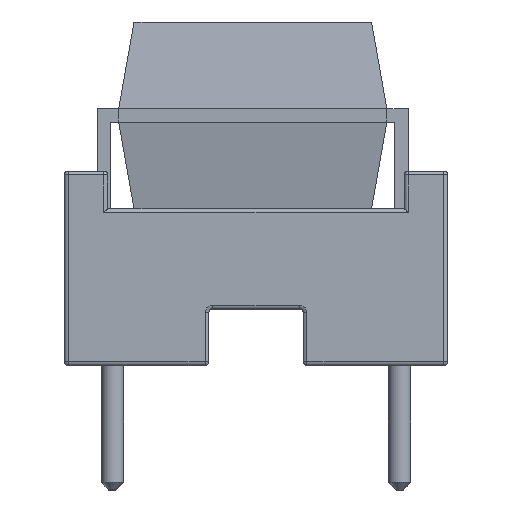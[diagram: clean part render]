
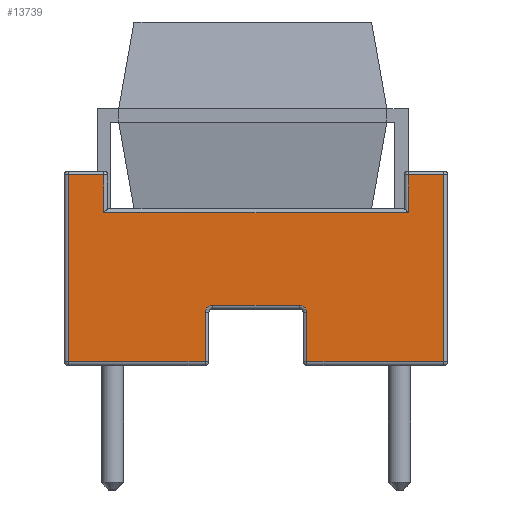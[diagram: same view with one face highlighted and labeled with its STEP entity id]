
A CAD part, front view. The second image highlights one B-rep face of the part: STEP entity #13739.
In plain terms, the highlighted face is planar.
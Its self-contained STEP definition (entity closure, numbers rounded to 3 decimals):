
#485=PLANE('',#14736);
#1194=FACE_OUTER_BOUND('',#1927,.T.);
#1927=EDGE_LOOP('',(#11350,#11351,#11352,#11353,#11354,#11355,#11356,#11357,
#11358,#11359,#11360,#11361,#11362,#11363));
#3262=LINE('',#21360,#4857);
#3264=LINE('',#21363,#4859);
#3266=LINE('',#21366,#4861);
#3267=LINE('',#21368,#4862);
#3270=LINE('',#21372,#4865);
#3272=LINE('',#21375,#4867);
#3274=LINE('',#21380,#4869);
#3276=LINE('',#21387,#4871);
#3278=LINE('',#21392,#4873);
#3280=LINE('',#21395,#4875);
#3281=LINE('',#21397,#4876);
#3283=LINE('',#21400,#4878);
#4857=VECTOR('',#17552,1000.);
#4859=VECTOR('',#17556,1000.);
#4861=VECTOR('',#17560,1000.);
#4862=VECTOR('',#17563,1000.);
#4865=VECTOR('',#17568,1000.);
#4867=VECTOR('',#17572,1000.);
#4869=VECTOR('',#17578,1000.);
#4871=VECTOR('',#17586,1000.);
#4873=VECTOR('',#17592,1000.);
#4875=VECTOR('',#17596,1000.);
#4876=VECTOR('',#17599,1000.);
#4878=VECTOR('',#17603,1000.);
#5584=CIRCLE('',#14726,0.2);
#5585=CIRCLE('',#14728,0.2);
#6514=VERTEX_POINT('',#21321);
#6515=VERTEX_POINT('',#21325);
#6516=VERTEX_POINT('',#21329);
#6517=VERTEX_POINT('',#21333);
#6518=VERTEX_POINT('',#21337);
#6519=VERTEX_POINT('',#21341);
#6520=VERTEX_POINT('',#21345);
#6521=VERTEX_POINT('',#21349);
#6523=VERTEX_POINT('',#21354);
#6525=VERTEX_POINT('',#21358);
#6526=VERTEX_POINT('',#21377);
#6527=VERTEX_POINT('',#21382);
#6528=VERTEX_POINT('',#21385);
#6529=VERTEX_POINT('',#21390);
#8146=EDGE_CURVE('',#6525,#6523,#3262,.T.);
#8148=EDGE_CURVE('',#6523,#6514,#3264,.T.);
#8150=EDGE_CURVE('',#6521,#6525,#3266,.T.);
#8151=EDGE_CURVE('',#6520,#6521,#3267,.T.);
#8154=EDGE_CURVE('',#6519,#6520,#3270,.T.);
#8156=EDGE_CURVE('',#6518,#6519,#3272,.T.);
#8159=EDGE_CURVE('',#6517,#6526,#3274,.T.);
#8163=EDGE_CURVE('',#6528,#6527,#3276,.T.);
#8166=EDGE_CURVE('',#6529,#6518,#3278,.T.);
#8168=EDGE_CURVE('',#6516,#6517,#3280,.T.);
#8169=EDGE_CURVE('',#6515,#6516,#3281,.T.);
#8171=EDGE_CURVE('',#6514,#6515,#3283,.T.);
#8173=EDGE_CURVE('',#6527,#6529,#5584,.T.);
#8174=EDGE_CURVE('',#6526,#6528,#5585,.T.);
#11350=ORIENTED_EDGE('',*,*,#8166,.F.);
#11351=ORIENTED_EDGE('',*,*,#8173,.F.);
#11352=ORIENTED_EDGE('',*,*,#8163,.F.);
#11353=ORIENTED_EDGE('',*,*,#8174,.F.);
#11354=ORIENTED_EDGE('',*,*,#8159,.F.);
#11355=ORIENTED_EDGE('',*,*,#8168,.F.);
#11356=ORIENTED_EDGE('',*,*,#8169,.F.);
#11357=ORIENTED_EDGE('',*,*,#8171,.F.);
#11358=ORIENTED_EDGE('',*,*,#8148,.F.);
#11359=ORIENTED_EDGE('',*,*,#8146,.F.);
#11360=ORIENTED_EDGE('',*,*,#8150,.F.);
#11361=ORIENTED_EDGE('',*,*,#8151,.F.);
#11362=ORIENTED_EDGE('',*,*,#8154,.F.);
#11363=ORIENTED_EDGE('',*,*,#8156,.F.);
#13739=ADVANCED_FACE('',(#1194),#485,.T.);
#14726=AXIS2_PLACEMENT_3D('',#21403,#17607,#17608);
#14728=AXIS2_PLACEMENT_3D('',#21405,#17611,#17612);
#14736=AXIS2_PLACEMENT_3D('',#21731,#17797,#17798);
#17552=DIRECTION('',(0.,1.,0.));
#17556=DIRECTION('',(0.,0.,1.));
#17560=DIRECTION('',(0.,0.,-1.));
#17563=DIRECTION('',(0.,1.,0.));
#17568=DIRECTION('',(0.,0.,1.));
#17572=DIRECTION('',(0.,-1.,0.));
#17578=DIRECTION('',(0.,0.,1.));
#17586=DIRECTION('',(0.,-1.,0.));
#17592=DIRECTION('',(0.,0.,-1.));
#17596=DIRECTION('',(0.,-1.,0.));
#17599=DIRECTION('',(0.,0.,-1.));
#17603=DIRECTION('',(0.,1.,0.));
#17607=DIRECTION('center_axis',(1.,0.,0.));
#17608=DIRECTION('ref_axis',(0.,-0.707,0.707));
#17611=DIRECTION('center_axis',(1.,0.,0.));
#17612=DIRECTION('ref_axis',(0.,0.707,0.707));
#17797=DIRECTION('center_axis',(1.,0.,0.));
#17798=DIRECTION('ref_axis',(0.,0.,1.));
#21321=CARTESIAN_POINT('',(15.255,4.035,5.226));
#21325=CARTESIAN_POINT('',(15.255,4.98,5.226));
#21329=CARTESIAN_POINT('',(15.255,4.98,0.266));
#21333=CARTESIAN_POINT('',(15.255,1.35,0.266));
#21337=CARTESIAN_POINT('',(15.255,-1.35,0.266));
#21341=CARTESIAN_POINT('',(15.255,-4.98,0.266));
#21345=CARTESIAN_POINT('',(15.255,-4.98,5.226));
#21349=CARTESIAN_POINT('',(15.255,-4.035,5.226));
#21354=CARTESIAN_POINT('',(15.255,4.035,4.226));
#21358=CARTESIAN_POINT('',(15.255,-4.035,4.226));
#21360=CARTESIAN_POINT('',(15.255,-1.27,4.226));
#21363=CARTESIAN_POINT('',(15.255,4.035,4.036));
#21366=CARTESIAN_POINT('',(15.255,-4.035,4.036));
#21368=CARTESIAN_POINT('',(15.255,-1.27,5.226));
#21372=CARTESIAN_POINT('',(15.255,-4.98,4.036));
#21375=CARTESIAN_POINT('',(15.255,-3.81,0.266));
#21377=CARTESIAN_POINT('',(15.255,1.35,1.566));
#21380=CARTESIAN_POINT('',(15.255,1.35,1.456));
#21382=CARTESIAN_POINT('',(15.255,-1.15,1.766));
#21385=CARTESIAN_POINT('',(15.255,1.15,1.766));
#21387=CARTESIAN_POINT('',(15.255,-1.27,1.766));
#21390=CARTESIAN_POINT('',(15.255,-1.35,1.566));
#21392=CARTESIAN_POINT('',(15.255,-1.35,1.456));
#21395=CARTESIAN_POINT('',(15.255,-3.81,0.266));
#21397=CARTESIAN_POINT('',(15.255,4.98,4.036));
#21400=CARTESIAN_POINT('',(15.255,-1.27,5.226));
#21403=CARTESIAN_POINT('Origin',(15.255,-1.15,1.566));
#21405=CARTESIAN_POINT('Origin',(15.255,1.15,1.566));
#21731=CARTESIAN_POINT('Origin',(15.255,-2.54,2.746));
